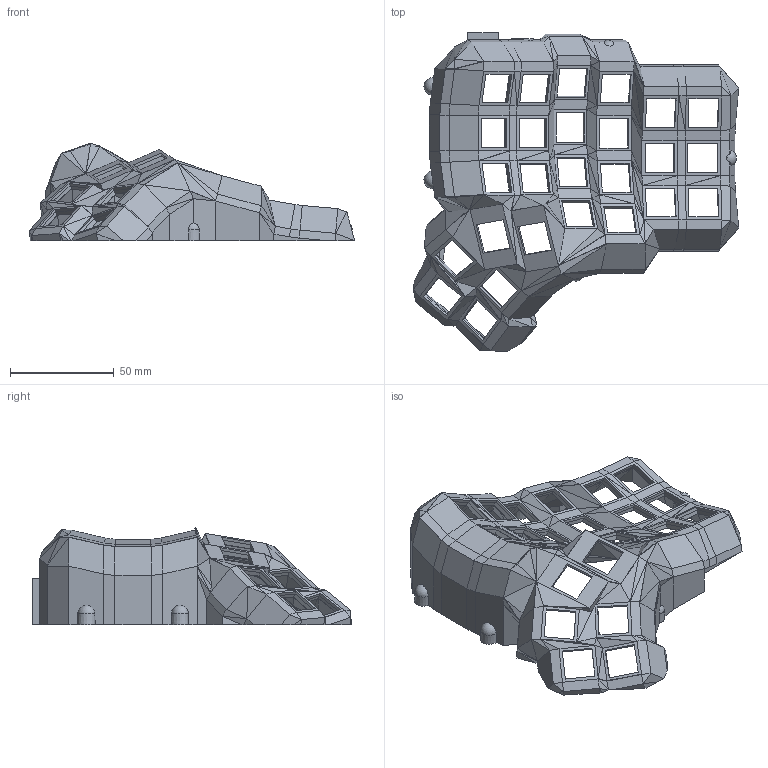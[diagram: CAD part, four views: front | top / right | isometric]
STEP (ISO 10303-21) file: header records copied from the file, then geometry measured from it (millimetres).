
FILE_DESCRIPTION(('Open CASCADE Model'),'2;1');
FILE_NAME('Open CASCADE Shape Model','2021-06-29T22:34:39',('Author'),( 'Open CASCADE'),'Open CASCADE STEP processor 7.4','Open CASCADE 7.4' ,'Unknown');
FILE_SCHEMA(('AUTOMOTIVE_DESIGN { 1 0 10303 214 1 1 1 1 }'));
Products named in the file (1): Open CASCADE STEP translator 7.4 43
Bounding box: 157.11 x 153.84 x 47.09 mm (x, y, z)
Volume: 92814.1 mm3; surface area: 55210.4 mm2
Topology: 1 solids, 1 shells, 994 faces, 2200 edges, 1207 vertices
Faces by surface type: plane 968, cone 13, sphere 13
Entity records: 54542 total; most frequent: CARTESIAN_POINT 10406, DIRECTION 7867, LINE 5729, VECTOR 5729, ORIENTED_EDGE 4388, PCURVE 4388, DEFINITIONAL_REPRESENTATION 4388, EDGE_CURVE 2194
